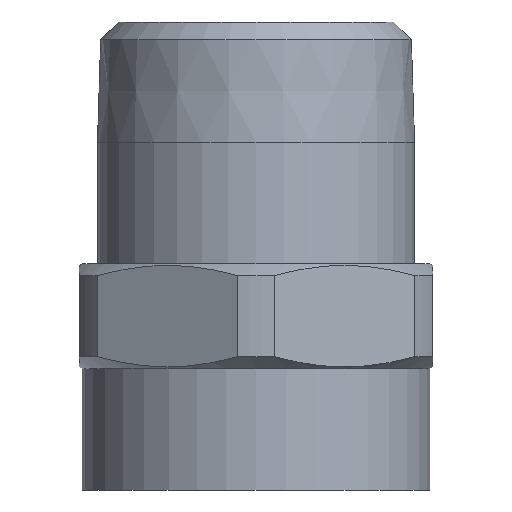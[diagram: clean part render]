
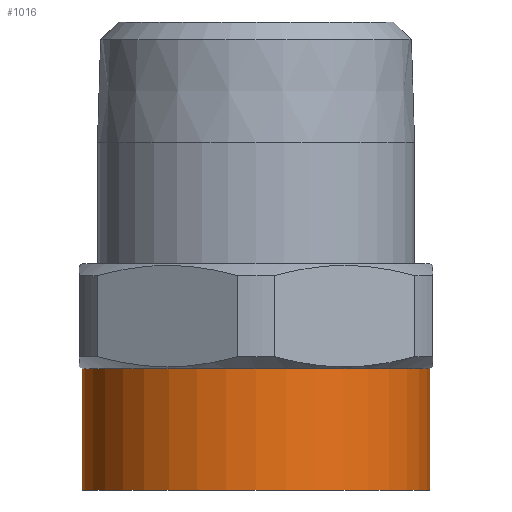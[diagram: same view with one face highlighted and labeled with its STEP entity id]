
A CAD part, front view. The second image highlights one B-rep face of the part: STEP entity #1016.
In plain terms, the highlighted cylindrical face has radius 14.75 mm (diameter 29.5 mm), a partial arc.
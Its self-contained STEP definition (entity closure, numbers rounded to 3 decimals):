
#11 = VERTEX_POINT ( 'NONE', #653 ) ;
#19 = CARTESIAN_POINT ( 'NONE',  ( 14.75, 0., 0. ) ) ;
#65 = DIRECTION ( 'NONE',  ( 0., 0., -1. ) ) ;
#93 = LINE ( 'NONE', #576, #340 ) ;
#95 = CARTESIAN_POINT ( 'NONE',  ( 0., 0., 0. ) ) ;
#167 = EDGE_CURVE ( 'NONE', #11, #895, #270, .T. ) ;
#169 = AXIS2_PLACEMENT_3D ( 'NONE', #1098, #477, #1187 ) ;
#202 = DIRECTION ( 'NONE',  ( -1., 0., 0. ) ) ;
#260 = AXIS2_PLACEMENT_3D ( 'NONE', #1226, #1130, #1323 ) ;
#270 = LINE ( 'NONE', #19, #1064 ) ;
#340 = VECTOR ( 'NONE', #65, 1000. ) ;
#371 = CARTESIAN_POINT ( 'NONE',  ( -14.75, 0., 0. ) ) ;
#477 = DIRECTION ( 'NONE',  ( 0., 0., -1. ) ) ;
#576 = CARTESIAN_POINT ( 'NONE',  ( -14.75, 0., 0. ) ) ;
#580 = ORIENTED_EDGE ( 'NONE', *, *, #1278, .T. ) ;
#595 = CARTESIAN_POINT ( 'NONE',  ( 14.75, 0., 0. ) ) ;
#603 = CYLINDRICAL_SURFACE ( 'NONE', #260, 14.75 ) ;
#648 = CIRCLE ( 'NONE', #169, 14.75 ) ;
#653 = CARTESIAN_POINT ( 'NONE',  ( 14.75, 0., 10.3 ) ) ;
#663 = EDGE_LOOP ( 'NONE', ( #1140, #580, #984, #1023 ) ) ;
#805 = VERTEX_POINT ( 'NONE', #371 ) ;
#820 = EDGE_CURVE ( 'NONE', #869, #805, #93, .T. ) ;
#822 = DIRECTION ( 'NONE',  ( 0., 0., -1. ) ) ;
#869 = VERTEX_POINT ( 'NONE', #1194 ) ;
#895 = VERTEX_POINT ( 'NONE', #595 ) ;
#908 = FACE_OUTER_BOUND ( 'NONE', #663, .T. ) ;
#961 = EDGE_CURVE ( 'NONE', #895, #805, #1202, .T. ) ;
#984 = ORIENTED_EDGE ( 'NONE', *, *, #820, .T. ) ;
#1016 = ADVANCED_FACE ( 'NONE', ( #908 ), #603, .T. ) ;
#1023 = ORIENTED_EDGE ( 'NONE', *, *, #961, .F. ) ;
#1064 = VECTOR ( 'NONE', #1142, 1000. ) ;
#1098 = CARTESIAN_POINT ( 'NONE',  ( 0., 0., 10.3 ) ) ;
#1130 = DIRECTION ( 'NONE',  ( 0., 0., -1. ) ) ;
#1140 = ORIENTED_EDGE ( 'NONE', *, *, #167, .F. ) ;
#1142 = DIRECTION ( 'NONE',  ( 0., 0., -1. ) ) ;
#1187 = DIRECTION ( 'NONE',  ( -1., 0., 0. ) ) ;
#1194 = CARTESIAN_POINT ( 'NONE',  ( -14.75, 0., 10.3 ) ) ;
#1202 = CIRCLE ( 'NONE', #1316, 14.75 ) ;
#1226 = CARTESIAN_POINT ( 'NONE',  ( 0., 0., 0. ) ) ;
#1278 = EDGE_CURVE ( 'NONE', #11, #869, #648, .T. ) ;
#1316 = AXIS2_PLACEMENT_3D ( 'NONE', #95, #822, #202 ) ;
#1323 = DIRECTION ( 'NONE',  ( -1., 0., 0. ) ) ;
